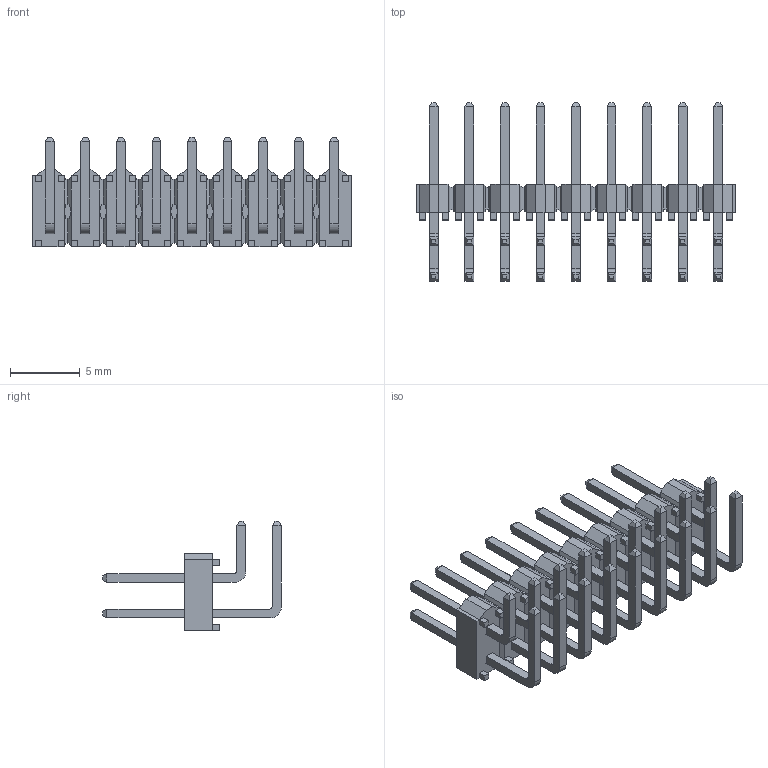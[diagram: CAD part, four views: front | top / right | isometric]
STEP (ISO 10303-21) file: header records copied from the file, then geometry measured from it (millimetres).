
FILE_DESCRIPTION(/* description */ ('STEP AP214'),/* implementation_level */ '2;1');
FILE_NAME(/* name */ 'TSW-109-08-L-D-RA',/* time_stamp */ '2023-07-04T16:38:29+02:00',/* author */ ('License CC BY-ND 4.0'),/* organization */ ('CADENAS'),/* preprocessor_version */ 'ST-DEVELOPER v19.3',/* originating_system */ 'PARTsolutions',/* authorisation */ ' ');
FILE_SCHEMA (('AUTOMOTIVE_DESIGN {1 0 10303 214 3 1 1}'));
Length unit declared in the file: inch
Products named in the file (3): TSW-109-08-L-D-RA; T-1S6-08-TSW-1-08-9-RA-D; TSW-109-08-L-D-RA_body
Assembly tree (2 placements, depth 2):
  TSW-109-08-L-D-RA
    T-1S6-08-TSW-1-08-9-RA-D
    TSW-109-08-L-D-RA_body
Bounding box: 22.86 x 12.76 x 7.85 mm (x, y, z)
Volume: 348.3 mm3; surface area: 1398.5 mm2
Topology: 2 solids, 2 shells, 852 faces, 2220 edges, 1392 vertices
Faces by surface type: plane 816, cylinder 36
Entity records: 25446 total; most frequent: CARTESIAN_POINT 4467, ORIENTED_EDGE 4440, DIRECTION 4002, EDGE_CURVE 2220, LINE 2148, VECTOR 2148, VERTEX_POINT 1392, AXIS2_PLACEMENT_3D 927
